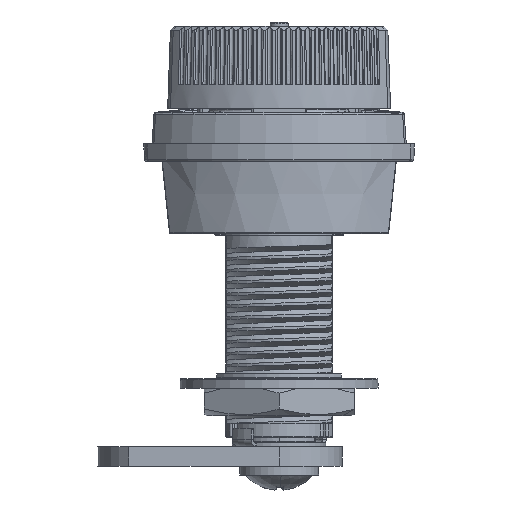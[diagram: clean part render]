
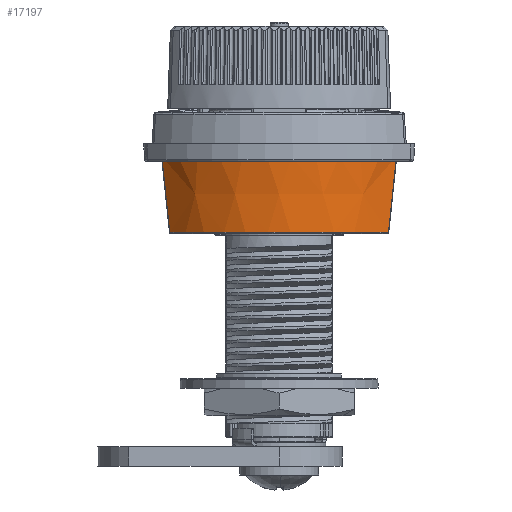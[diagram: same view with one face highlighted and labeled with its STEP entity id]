
A CAD part, front view. The second image highlights one B-rep face of the part: STEP entity #17197.
In plain terms, the highlighted conical face has half-angle 3 degrees and reference radius 18 mm.
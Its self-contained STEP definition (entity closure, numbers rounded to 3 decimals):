
#1942 = CARTESIAN_POINT ( 'NONE',  ( -14.164, -11.398, 3.394 ) ) ;
#4036 = VERTEX_POINT ( 'NONE', #54748 ) ;
#12327 = CARTESIAN_POINT ( 'NONE',  ( 14.842, -11.067, 9.8 ) ) ;
#13858 = ORIENTED_EDGE ( 'NONE', *, *, #36278, .T. ) ;
#15962 = DIRECTION ( 'NONE',  ( 0., 0., 1. ) ) ;
#17088 = B_SPLINE_CURVE_WITH_KNOTS ( 'NONE', 3,
 ( #53407, #136060, #95009, #12327 ),
 .UNSPECIFIED., .F., .F.,
 ( 4, 4 ),
 ( 0., 0.01 ),
 .UNSPECIFIED. ) ;
#17197 = ADVANCED_FACE ( 'NONE', ( #170225 ), #165903, .T. ) ;
#29732 = CARTESIAN_POINT ( 'NONE',  ( -14.842, -11.067, 9.8 ) ) ;
#36278 = EDGE_CURVE ( 'NONE', #64817, #4036, #17088, .T. ) ;
#45371 = EDGE_LOOP ( 'NONE', ( #119751, #116774, #94005, #13858 ) ) ;
#46944 = CARTESIAN_POINT ( 'NONE',  ( 0., 0., 0. ) ) ;
#53407 = CARTESIAN_POINT ( 'NONE',  ( 13.825, -11.542, 0.19 ) ) ;
#53537 = CARTESIAN_POINT ( 'NONE',  ( 0., 0., 9.8 ) ) ;
#54748 = CARTESIAN_POINT ( 'NONE',  ( 14.842, -11.067, 9.8 ) ) ;
#56032 = CARTESIAN_POINT ( 'NONE',  ( -13.825, -11.542, 0.19 ) ) ;
#59632 = DIRECTION ( 'NONE',  ( 0., 0., 1. ) ) ;
#60866 = DIRECTION ( 'NONE',  ( 1., 0., 0. ) ) ;
#61452 = EDGE_CURVE ( 'NONE', #170876, #165167, #81370, .T. ) ;
#64817 = VERTEX_POINT ( 'NONE', #65565 ) ;
#65565 = CARTESIAN_POINT ( 'NONE',  ( 13.825, -11.542, 0.19 ) ) ;
#67447 = DIRECTION ( 'NONE',  ( 1., 0., 0. ) ) ;
#67910 = EDGE_CURVE ( 'NONE', #165167, #64817, #163326, .T. ) ;
#81370 = B_SPLINE_CURVE_WITH_KNOTS ( 'NONE', 3,
 ( #29732, #98419, #1942, #126251 ),
 .UNSPECIFIED., .F., .F.,
 ( 4, 4 ),
 ( 0.003, 0.012 ),
 .UNSPECIFIED. ) ;
#94005 = ORIENTED_EDGE ( 'NONE', *, *, #67910, .T. ) ;
#95009 = CARTESIAN_POINT ( 'NONE',  ( 14.503, -11.24, 6.597 ) ) ;
#98419 = CARTESIAN_POINT ( 'NONE',  ( -14.503, -11.24, 6.597 ) ) ;
#98585 = CARTESIAN_POINT ( 'NONE',  ( 0., 0., 0.19 ) ) ;
#106129 = AXIS2_PLACEMENT_3D ( 'NONE', #98585, #15962, #112554 ) ;
#112554 = DIRECTION ( 'NONE',  ( -1., 0., 0. ) ) ;
#116774 = ORIENTED_EDGE ( 'NONE', *, *, #61452, .T. ) ;
#119751 = ORIENTED_EDGE ( 'NONE', *, *, #131967, .F. ) ;
#126251 = CARTESIAN_POINT ( 'NONE',  ( -13.825, -11.542, 0.19 ) ) ;
#131967 = EDGE_CURVE ( 'NONE', #170876, #4036, #169976, .T. ) ;
#136060 = CARTESIAN_POINT ( 'NONE',  ( 14.164, -11.398, 3.394 ) ) ;
#147918 = CARTESIAN_POINT ( 'NONE',  ( -14.842, -11.067, 9.8 ) ) ;
#150056 = DIRECTION ( 'NONE',  ( 0., 0., 1. ) ) ;
#158668 = AXIS2_PLACEMENT_3D ( 'NONE', #46944, #59632, #60866 ) ;
#163326 = CIRCLE ( 'NONE', #106129, 18.01 ) ;
#165167 = VERTEX_POINT ( 'NONE', #56032 ) ;
#165903 = CONICAL_SURFACE ( 'NONE', #158668, 18., 0.052 ) ;
#169976 = CIRCLE ( 'NONE', #176364, 18.514 ) ;
#170225 = FACE_OUTER_BOUND ( 'NONE', #45371, .T. ) ;
#170876 = VERTEX_POINT ( 'NONE', #147918 ) ;
#176364 = AXIS2_PLACEMENT_3D ( 'NONE', #53537, #150056, #67447 ) ;
